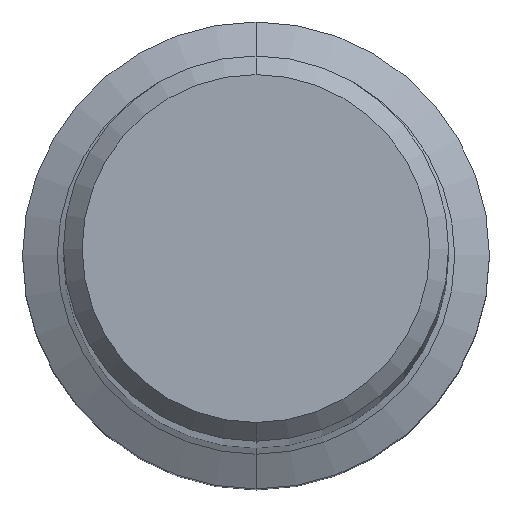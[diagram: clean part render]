
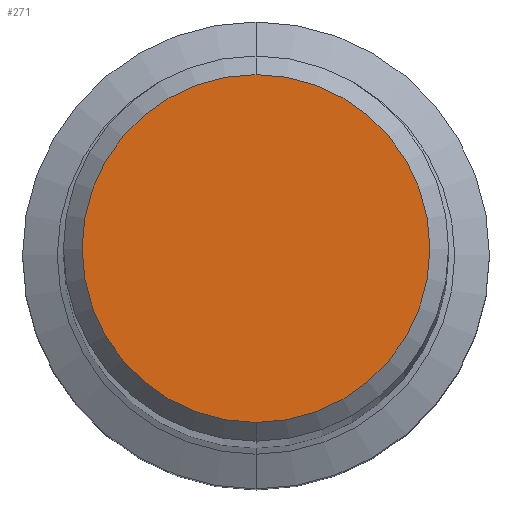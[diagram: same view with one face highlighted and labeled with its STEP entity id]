
A CAD part, top view. The second image highlights one B-rep face of the part: STEP entity #271.
In plain terms, the highlighted planar face has unit normal (0, 0, 1).
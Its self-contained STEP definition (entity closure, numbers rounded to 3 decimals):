
#271=ADVANCED_FACE('',(#639),#640,.T.);
#395=VERTEX_POINT('',#777);
#465=EDGE_CURVE('',#395,#491,#854,.T.);
#491=VERTEX_POINT('',#883);
#507=EDGE_CURVE('',#491,#395,#899,.T.);
#639=FACE_OUTER_BOUND('',#1080,.T.);
#640=PLANE('',#1081);
#777=CARTESIAN_POINT('',(0.,-7.45,0.0));
#854=CIRCLE('',#1512,7.45);
#883=CARTESIAN_POINT('',(0.0,7.45,0.0));
#899=CIRCLE('',#1594,7.45);
#1080=EDGE_LOOP('',(#1843,#1844));
#1081=AXIS2_PLACEMENT_3D('',#1845,#1846,#1847);
#1512=AXIS2_PLACEMENT_3D('',#2082,#2083,#2084);
#1594=AXIS2_PLACEMENT_3D('',#2127,#2128,#2129);
#1843=ORIENTED_EDGE('',*,*,#507,.F.);
#1844=ORIENTED_EDGE('',*,*,#465,.F.);
#1845=CARTESIAN_POINT('',(0.0,3.725,0.0));
#1846=DIRECTION('',(-0.0,0.0,1.0));
#1847=DIRECTION('',(0.0,-1.0,0.0));
#2082=CARTESIAN_POINT('',(0.0,0.0,0.0));
#2083=DIRECTION('',(0.0,0.0,-1.0));
#2084=DIRECTION('',(0.0,1.0,0.0));
#2127=CARTESIAN_POINT('',(0.0,0.0,0.0));
#2128=DIRECTION('',(0.0,0.0,-1.0));
#2129=DIRECTION('',(0.0,1.0,0.0));
